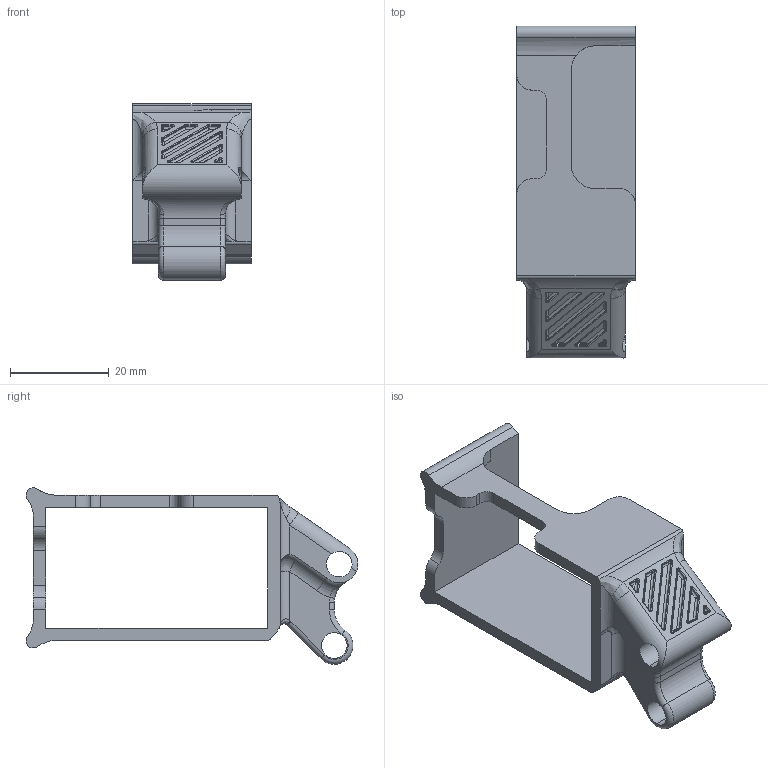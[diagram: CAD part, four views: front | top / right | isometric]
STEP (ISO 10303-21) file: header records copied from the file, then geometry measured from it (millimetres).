
FILE_DESCRIPTION (( 'STEP AP214' ), '1' );
FILE_NAME ('Freestyle_Gopro Mount.STEP', '2021-12-27T19:43:05', ( '' ), ( '' ), 'SwSTEP 2.0', 'SolidWorks 2017', '' );
FILE_SCHEMA (( 'AUTOMOTIVE_DESIGN' ));
Length unit declared in the file: millimetre
Products named in the file (1): Freestyle_Gopro Mount
Bounding box: 24 x 67.3 x 35.8 mm (x, y, z)
Volume: 12668.6 mm3; surface area: 8788.2 mm2
Topology: 1 solids, 1 shells, 238 faces, 587 edges, 329 vertices
Faces by surface type: cylinder 115, plane 54, torus 37, bspline 32
Entity records: 8131 total; most frequent: CARTESIAN_POINT 2842, ORIENTED_EDGE 1126, DIRECTION 1112, EDGE_CURVE 563, AXIS2_PLACEMENT_3D 430, VERTEX_POINT 329, LINE 252, VECTOR 252
